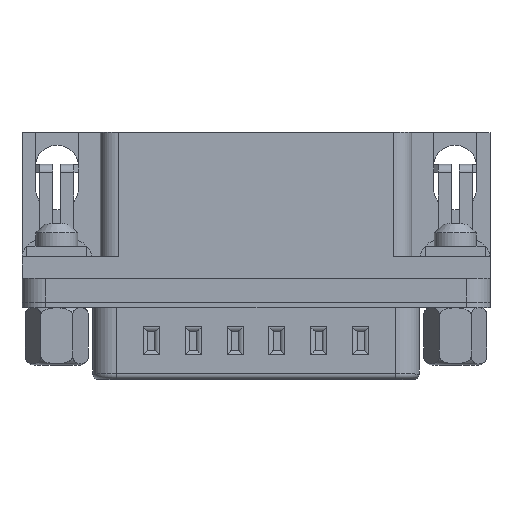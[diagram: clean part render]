
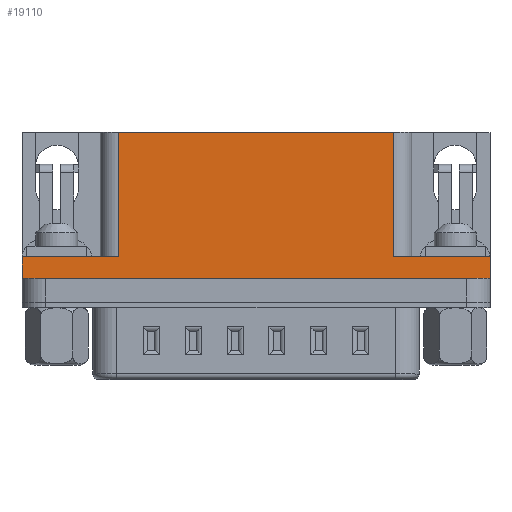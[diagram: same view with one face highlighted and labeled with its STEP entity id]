
A CAD part, top view. The second image highlights one B-rep face of the part: STEP entity #19110.
In plain terms, the highlighted planar face has unit normal (0, 0, 1).
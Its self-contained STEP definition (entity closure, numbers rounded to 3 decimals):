
#2002=LINE('',#56534,#3846);
#2051=LINE('',#56651,#3895);
#2090=LINE('',#56742,#3934);
#2093=LINE('',#56748,#3937);
#2098=LINE('',#56756,#3942);
#2099=LINE('',#56762,#3943);
#2100=LINE('',#56763,#3944);
#2101=LINE('',#56765,#3945);
#3846=VECTOR('',#24508,1000.);
#3895=VECTOR('',#24601,1000.);
#3934=VECTOR('',#24676,1000.);
#3937=VECTOR('',#24683,1000.);
#3942=VECTOR('',#24690,1000.);
#3943=VECTOR('',#24701,1000.);
#3944=VECTOR('',#24702,1000.);
#3945=VECTOR('',#24703,1000.);
#4909=PLANE('',#20445);
#9948=ORIENTED_EDGE('',*,*,#12961,.T.);
#9949=ORIENTED_EDGE('',*,*,#12847,.T.);
#9950=ORIENTED_EDGE('',*,*,#12962,.T.);
#9951=ORIENTED_EDGE('',*,*,#12963,.F.);
#9952=ORIENTED_EDGE('',*,*,#12951,.F.);
#9953=ORIENTED_EDGE('',*,*,#12959,.T.);
#9954=ORIENTED_EDGE('',*,*,#12954,.F.);
#9955=ORIENTED_EDGE('',*,*,#12905,.T.);
#12847=EDGE_CURVE('',#16231,#16233,#2002,.T.);
#12905=EDGE_CURVE('',#16276,#16279,#2051,.T.);
#12951=EDGE_CURVE('',#16313,#16312,#2090,.T.);
#12954=EDGE_CURVE('',#16276,#16314,#2093,.T.);
#12959=EDGE_CURVE('',#16313,#16314,#2098,.T.);
#12961=EDGE_CURVE('',#16279,#16231,#2099,.T.);
#12962=EDGE_CURVE('',#16233,#16317,#2100,.T.);
#12963=EDGE_CURVE('',#16312,#16317,#2101,.T.);
#14526=EDGE_LOOP('',(#9948,#9949,#9950,#9951,#9952,#9953,#9954,#9955));
#16231=VERTEX_POINT('',#56529);
#16233=VERTEX_POINT('',#56533);
#16276=VERTEX_POINT('',#56645);
#16279=VERTEX_POINT('',#56650);
#16312=VERTEX_POINT('',#56738);
#16313=VERTEX_POINT('',#56741);
#16314=VERTEX_POINT('',#56747);
#16317=VERTEX_POINT('',#56764);
#17470=FACE_BOUND('',#14526,.T.);
#19110=ADVANCED_FACE('',(#17470),#4909,.T.);
#20445=AXIS2_PLACEMENT_3D('',#56761,#24699,#24700);
#24508=DIRECTION('',(0.,-1.,0.));
#24601=DIRECTION('',(0.,1.,0.));
#24676=DIRECTION('',(-1.,0.,0.));
#24683=DIRECTION('',(1.,0.,0.));
#24690=DIRECTION('',(0.,1.,0.));
#24699=DIRECTION('',(0.,0.,1.));
#24700=DIRECTION('',(1.,0.,0.));
#24701=DIRECTION('',(-1.,0.,0.));
#24702=DIRECTION('',(-1.,0.,0.));
#24703=DIRECTION('',(0.,1.,0.));
#56529=CARTESIAN_POINT('',(-11.515,7.1,4.225));
#56533=CARTESIAN_POINT('',(-11.515,-3.3,4.225));
#56534=CARTESIAN_POINT('',(-11.515,-3.3,4.225));
#56645=CARTESIAN_POINT('',(11.515,-3.3,4.225));
#56650=CARTESIAN_POINT('',(11.515,7.1,4.225));
#56651=CARTESIAN_POINT('',(11.515,7.1,4.225));
#56738=CARTESIAN_POINT('',(-19.57,-5.1,4.225));
#56741=CARTESIAN_POINT('',(19.57,-5.1,4.225));
#56742=CARTESIAN_POINT('',(19.57,-5.1,4.225));
#56747=CARTESIAN_POINT('',(19.57,-3.3,4.225));
#56748=CARTESIAN_POINT('',(13.015,-3.3,4.225));
#56756=CARTESIAN_POINT('',(19.57,-5.1,4.225));
#56761=CARTESIAN_POINT('',(19.57,-5.1,4.225));
#56762=CARTESIAN_POINT('',(19.57,7.1,4.225));
#56763=CARTESIAN_POINT('',(-13.015,-3.3,4.225));
#56764=CARTESIAN_POINT('',(-19.57,-3.3,4.225));
#56765=CARTESIAN_POINT('',(-19.57,-5.1,4.225));
